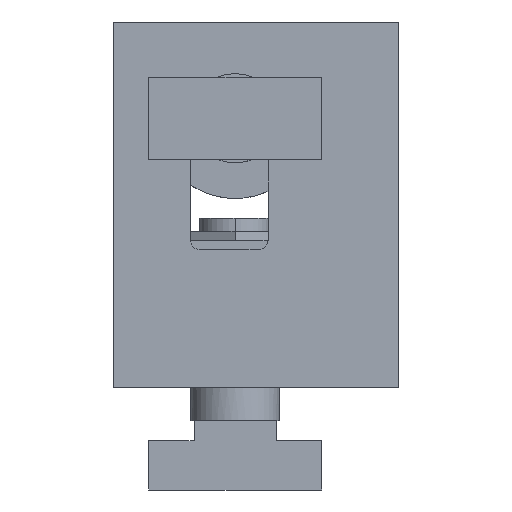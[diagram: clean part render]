
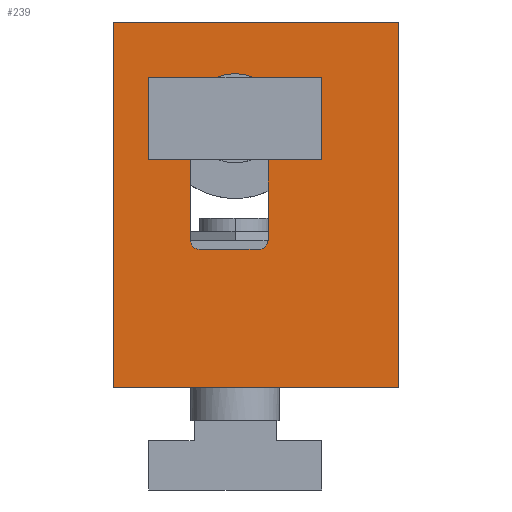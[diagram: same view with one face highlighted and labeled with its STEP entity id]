
A CAD part, front view. The second image highlights one B-rep face of the part: STEP entity #239.
In plain terms, the highlighted planar face has unit normal (0, -1, 0).
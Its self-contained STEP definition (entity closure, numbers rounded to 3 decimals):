
#239=ADVANCED_FACE('',(#540,#541),#542,.T.);
#540=FACE_BOUND('',#908,.T.);
#541=FACE_OUTER_BOUND('',#909,.T.);
#542=PLANE('',#910);
#908=EDGE_LOOP('',(#1587,#1588,#1589,#1590,#1591,#1592,#1593,#1594,#1595,#1596,#1597,#1598,#1599,#1600,#1601,#1602));
#909=EDGE_LOOP('',(#1603,#1604,#1605,#1606));
#910=AXIS2_PLACEMENT_3D('',#1607,#1608,#1609);
#1587=ORIENTED_EDGE('',*,*,#2215,.T.);
#1588=ORIENTED_EDGE('',*,*,#2320,.T.);
#1589=ORIENTED_EDGE('',*,*,#2316,.T.);
#1590=ORIENTED_EDGE('',*,*,#2312,.T.);
#1591=ORIENTED_EDGE('',*,*,#2308,.T.);
#1592=ORIENTED_EDGE('',*,*,#2304,.T.);
#1593=ORIENTED_EDGE('',*,*,#2299,.T.);
#1594=ORIENTED_EDGE('',*,*,#2294,.T.);
#1595=ORIENTED_EDGE('',*,*,#2291,.T.);
#1596=ORIENTED_EDGE('',*,*,#2288,.T.);
#1597=ORIENTED_EDGE('',*,*,#2283,.T.);
#1598=ORIENTED_EDGE('',*,*,#2279,.T.);
#1599=ORIENTED_EDGE('',*,*,#2334,.T.);
#1600=ORIENTED_EDGE('',*,*,#2330,.T.);
#1601=ORIENTED_EDGE('',*,*,#2326,.T.);
#1602=ORIENTED_EDGE('',*,*,#2322,.T.);
#1603=ORIENTED_EDGE('',*,*,#2432,.T.);
#1604=ORIENTED_EDGE('',*,*,#2434,.T.);
#1605=ORIENTED_EDGE('',*,*,#2435,.F.);
#1606=ORIENTED_EDGE('',*,*,#2410,.T.);
#1607=CARTESIAN_POINT('',(-13.65,0.0,20.5));
#1608=DIRECTION('',(0.0,-1.0,0.0));
#1609=DIRECTION('',(0.0,0.0,-1.0));
#2215=EDGE_CURVE('',#2653,#2651,#2654,.T.);
#2279=EDGE_CURVE('',#2771,#2769,#2772,.T.);
#2283=EDGE_CURVE('',#2776,#2771,#2777,.T.);
#2288=EDGE_CURVE('',#2783,#2776,#2784,.T.);
#2291=EDGE_CURVE('',#2787,#2783,#2788,.T.);
#2294=EDGE_CURVE('',#2791,#2787,#2792,.T.);
#2299=EDGE_CURVE('',#2798,#2791,#2799,.T.);
#2304=EDGE_CURVE('',#2806,#2798,#2807,.T.);
#2308=EDGE_CURVE('',#2812,#2806,#2813,.T.);
#2312=EDGE_CURVE('',#2818,#2812,#2819,.T.);
#2316=EDGE_CURVE('',#2824,#2818,#2825,.T.);
#2320=EDGE_CURVE('',#2651,#2824,#2830,.T.);
#2322=EDGE_CURVE('',#2832,#2653,#2833,.T.);
#2326=EDGE_CURVE('',#2838,#2832,#2839,.T.);
#2330=EDGE_CURVE('',#2844,#2838,#2845,.T.);
#2334=EDGE_CURVE('',#2769,#2844,#2849,.T.);
#2410=EDGE_CURVE('',#2958,#2956,#2959,.T.);
#2432=EDGE_CURVE('',#2956,#2986,#2988,.T.);
#2434=EDGE_CURVE('',#2986,#2990,#2991,.T.);
#2435=EDGE_CURVE('',#2958,#2990,#2992,.T.);
#2651=VERTEX_POINT('',#3276);
#2653=VERTEX_POINT('',#3278);
#2654=CIRCLE('',#3279,5.0);
#2769=VERTEX_POINT('',#3415);
#2771=VERTEX_POINT('',#3418);
#2772=LINE('',#3419,#3420);
#2776=VERTEX_POINT('',#3426);
#2777=LINE('',#3427,#3428);
#2783=VERTEX_POINT('',#3436);
#2784=CIRCLE('',#3437,1.0);
#2787=VERTEX_POINT('',#3441);
#2788=LINE('',#3442,#3443);
#2791=VERTEX_POINT('',#3447);
#2792=CIRCLE('',#3448,1.);
#2798=VERTEX_POINT('',#3456);
#2799=LINE('',#3457,#3458);
#2806=VERTEX_POINT('',#3468);
#2807=LINE('',#3469,#3470);
#2812=VERTEX_POINT('',#3476);
#2813=CIRCLE('',#3477,1.0);
#2818=VERTEX_POINT('',#3484);
#2819=LINE('',#3485,#3486);
#2824=VERTEX_POINT('',#3492);
#2825=CIRCLE('',#3493,1.0);
#2830=LINE('',#3500,#3501);
#2832=VERTEX_POINT('',#3504);
#2833=LINE('',#3505,#3506);
#2838=VERTEX_POINT('',#3512);
#2839=CIRCLE('',#3513,1.0);
#2844=VERTEX_POINT('',#3520);
#2845=LINE('',#3521,#3522);
#2849=CIRCLE('',#3527,1.0);
#2956=VERTEX_POINT('',#3672);
#2958=VERTEX_POINT('',#3675);
#2959=LINE('',#3676,#3677);
#2986=VERTEX_POINT('',#3716);
#2988=LINE('',#3719,#3720);
#2990=VERTEX_POINT('',#3722);
#2991=LINE('',#3723,#3724);
#2992=LINE('',#3725,#3726);
#3276=CARTESIAN_POINT('',(2.862,0.0,34.3));
#3278=CARTESIAN_POINT('',(-2.862,0.0,34.3));
#3279=AXIS2_PLACEMENT_3D('',#4110,#4111,#4112);
#3415=CARTESIAN_POINT('',(-7.25,0.0,26.1));
#3418=CARTESIAN_POINT('',(-5.0,0.0,26.1));
#3419=CARTESIAN_POINT('',(-9.888,0.0,26.1));
#3420=VECTOR('',#4228,1.0);
#3426=CARTESIAN_POINT('',(-5.0,0.0,16.5));
#3427=CARTESIAN_POINT('',(-5.0,0.0,20.9));
#3428=VECTOR('',#4231,1.0);
#3436=CARTESIAN_POINT('',(-4.0,0.0,15.5));
#3437=AXIS2_PLACEMENT_3D('',#4237,#4238,#4239);
#3441=CARTESIAN_POINT('',(2.7,0.0,15.5));
#3442=CARTESIAN_POINT('',(-7.15,0.0,15.5));
#3443=VECTOR('',#4241,1.0);
#3447=CARTESIAN_POINT('',(3.7,0.0,16.5));
#3448=AXIS2_PLACEMENT_3D('',#4243,#4244,#4245);
#3456=CARTESIAN_POINT('',(3.7,0.0,26.1));
#3457=CARTESIAN_POINT('',(3.7,0.0,20.9));
#3458=VECTOR('',#4251,1.0);
#3468=CARTESIAN_POINT('',(5.95,0.0,26.1));
#3469=CARTESIAN_POINT('',(-4.413,0.0,26.1));
#3470=VECTOR('',#4255,1.0);
#3476=CARTESIAN_POINT('',(6.95,0.0,27.1));
#3477=AXIS2_PLACEMENT_3D('',#4260,#4261,#4262);
#3484=CARTESIAN_POINT('',(6.95,0.0,33.3));
#3485=CARTESIAN_POINT('',(6.95,0.0,25.35));
#3486=VECTOR('',#4265,1.0);
#3492=CARTESIAN_POINT('',(5.95,0.0,34.3));
#3493=AXIS2_PLACEMENT_3D('',#4270,#4271,#4272);
#3500=CARTESIAN_POINT('',(-8.8,0.0,34.3));
#3501=VECTOR('',#4275,1.0);
#3504=CARTESIAN_POINT('',(-7.25,0.0,34.3));
#3505=CARTESIAN_POINT('',(-8.8,0.0,34.3));
#3506=VECTOR('',#4277,1.0);
#3512=CARTESIAN_POINT('',(-8.25,0.0,33.3));
#3513=AXIS2_PLACEMENT_3D('',#4282,#4283,#4284);
#3520=CARTESIAN_POINT('',(-8.25,0.0,27.1));
#3521=CARTESIAN_POINT('',(-8.25,0.0,25.35));
#3522=VECTOR('',#4287,1.0);
#3527=AXIS2_PLACEMENT_3D('',#4292,#4293,#4294);
#3672=CARTESIAN_POINT('',(-13.65,0.0,0.0));
#3675=CARTESIAN_POINT('',(-13.65,0.0,41.0));
#3676=CARTESIAN_POINT('',(-13.65,0.0,41.0));
#3677=VECTOR('',#4388,1.0);
#3716=CARTESIAN_POINT('',(18.35,0.0,0.0));
#3719=CARTESIAN_POINT('',(-13.65,0.0,0.0));
#3720=VECTOR('',#4408,1.0);
#3722=CARTESIAN_POINT('',(18.35,0.0,41.0));
#3723=CARTESIAN_POINT('',(18.35,0.0,41.0));
#3724=VECTOR('',#4409,1.0);
#3725=CARTESIAN_POINT('',(-13.65,0.0,41.0));
#3726=VECTOR('',#4410,1.0);
#4110=CARTESIAN_POINT('',(0.0,0.0,30.2));
#4111=DIRECTION('',(0.0,1.0,0.0));
#4112=DIRECTION('',(-1.0,0.0,0.0));
#4228=DIRECTION('',(-1.0,-0.0,-0.0));
#4231=DIRECTION('',(0.0,0.0,1.0));
#4237=CARTESIAN_POINT('',(-4.0,0.0,16.5));
#4238=DIRECTION('',(0.0,1.0,-0.0));
#4239=DIRECTION('',(-1.0,0.0,0.0));
#4241=DIRECTION('',(-1.0,-0.0,-0.0));
#4243=CARTESIAN_POINT('',(2.7,0.0,16.5));
#4244=DIRECTION('',(0.0,1.0,-0.0));
#4245=DIRECTION('',(0.,-0.0,-1.0));
#4251=DIRECTION('',(0.0,0.0,-1.0));
#4255=DIRECTION('',(-1.0,-0.0,-0.0));
#4260=CARTESIAN_POINT('',(5.95,0.0,27.1));
#4261=DIRECTION('',(-0.0,1.0,0.0));
#4262=DIRECTION('',(0.,0.0,-1.0));
#4265=DIRECTION('',(0.0,0.0,-1.0));
#4270=CARTESIAN_POINT('',(5.95,0.0,33.3));
#4271=DIRECTION('',(-0.0,1.0,0.0));
#4272=DIRECTION('',(1.0,0.0,0.));
#4275=DIRECTION('',(1.0,0.0,-0.0));
#4277=DIRECTION('',(1.0,0.0,-0.0));
#4282=CARTESIAN_POINT('',(-7.25,0.0,33.3));
#4283=DIRECTION('',(-0.0,1.0,0.0));
#4284=DIRECTION('',(0.0,0.0,1.0));
#4287=DIRECTION('',(0.0,0.0,1.0));
#4292=CARTESIAN_POINT('',(-7.25,0.0,27.1));
#4293=DIRECTION('',(0.0,1.0,-0.0));
#4294=DIRECTION('',(-1.0,-0.0,0.));
#4388=DIRECTION('',(0.0,0.0,-1.0));
#4408=DIRECTION('',(1.0,0.0,0.0));
#4409=DIRECTION('',(0.0,0.0,1.0));
#4410=DIRECTION('',(1.0,0.0,0.0));
